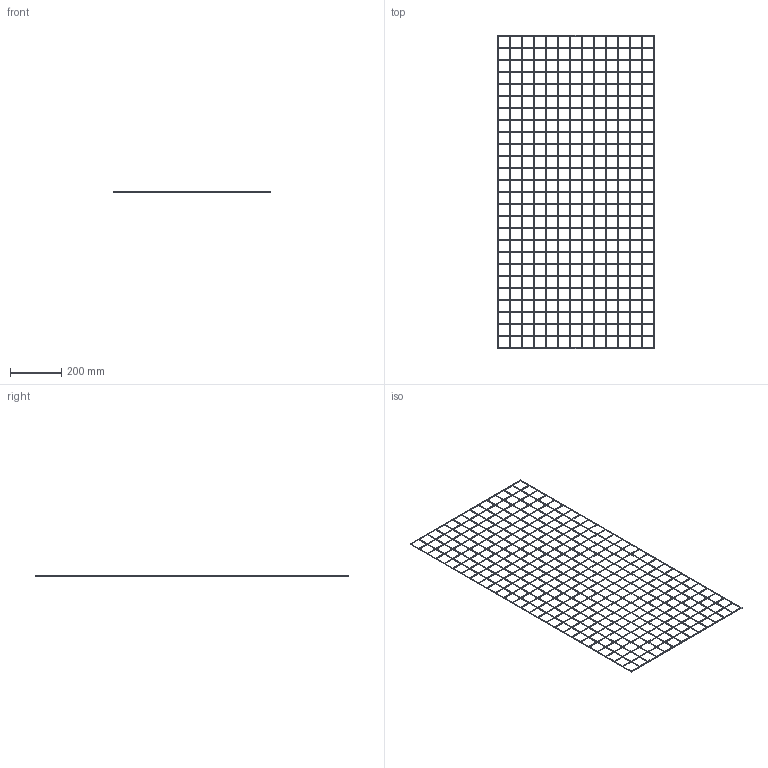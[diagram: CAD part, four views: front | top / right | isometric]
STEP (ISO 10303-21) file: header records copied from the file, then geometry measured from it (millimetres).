
FILE_DESCRIPTION (( 'STEP AP214' ), '1' );
FILE_NAME ('am-4292 Side Net.STEP', '2020-09-22T16:08:52', ( '' ), ( '' ), 'SwSTEP 2.0', 'SolidWorks 2019', '' );
FILE_SCHEMA (( 'AUTOMOTIVE_DESIGN' ));
Length unit declared in the file: inch
Products named in the file (2): am-4292 Side Net
Bounding box: 609.6 x 1219.2 x 2.54 mm (x, y, z)
Volume: 191523.8 mm3; surface area: 312741.3 mm2
Topology: 1 solids, 1 shells, 1358 faces, 4068 edges, 2712 vertices
Faces by surface type: plane 1358
Entity records: 46179 total; most frequent: CARTESIAN_POINT 8140, ORIENTED_EDGE 8136, DIRECTION 6788, LINE 4068, EDGE_CURVE 4068, VECTOR 4068, VERTEX_POINT 2712, EDGE_LOOP 2034
